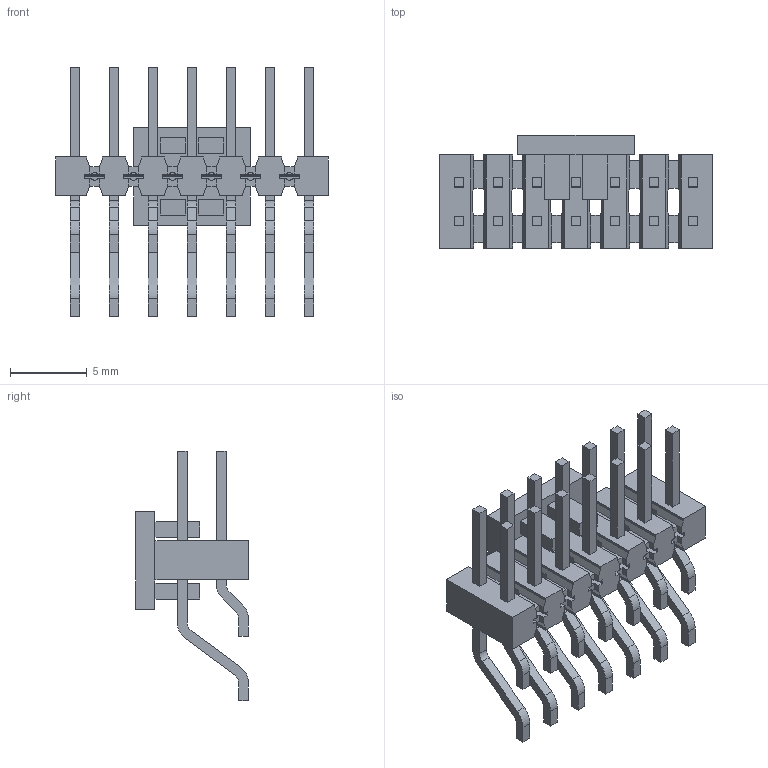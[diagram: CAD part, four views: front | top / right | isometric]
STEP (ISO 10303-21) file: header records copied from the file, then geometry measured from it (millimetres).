
FILE_DESCRIPTION(/* description */ ('STEP AP214'),/* implementation_level */ '2;1');
FILE_NAME(/* name */ 'TSM-107-01-T-DH-P-TR',/* time_stamp */ '2024-10-23T15:41:17+02:00',/* author */ ('License CC BY-ND 4.0'),/* organization */ ('CADENAS'),/* preprocessor_version */ 'ST-DEVELOPER v19.3',/* originating_system */ 'PARTsolutions',/* authorisation */ ' ');
FILE_SCHEMA (('AUTOMOTIVE_DESIGN {1 0 10303 214 3 1 1}'));
Length unit declared in the file: inch
Products named in the file (5): TSM-107-01-T-DH-P-TR; TSM-107-01-DH_body; PPP-08-01-7--DH; T-1S6-09-T(-01-7-DH); T-1S6-09-T(-01-7-DH)2
Assembly tree (4 placements, depth 2):
  TSM-107-01-T-DH-P-TR
    TSM-107-01-DH_body
    PPP-08-01-7--DH
    T-1S6-09-T(-01-7-DH)
    T-1S6-09-T(-01-7-DH)2
Bounding box: 17.78 x 7.37 x 16.26 mm (x, y, z)
Volume: 371.6 mm3; surface area: 1426.1 mm2
Topology: 4 solids, 4 shells, 724 faces, 2040 edges, 1344 vertices
Faces by surface type: plane 644, cylinder 80
Entity records: 23238 total; most frequent: CARTESIAN_POINT 4113, ORIENTED_EDGE 4080, DIRECTION 3658, EDGE_CURVE 2040, LINE 1880, VECTOR 1880, VERTEX_POINT 1344, AXIS2_PLACEMENT_3D 889
